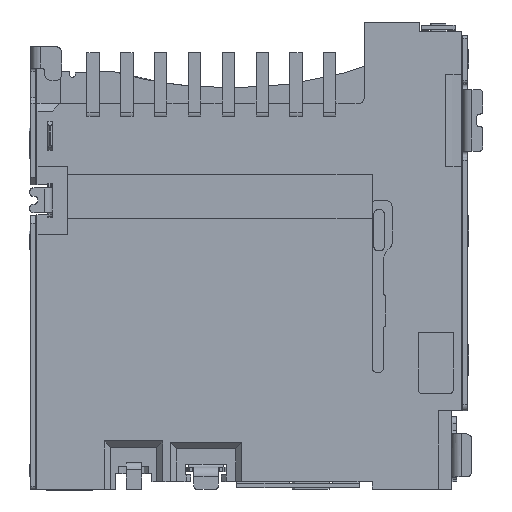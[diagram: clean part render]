
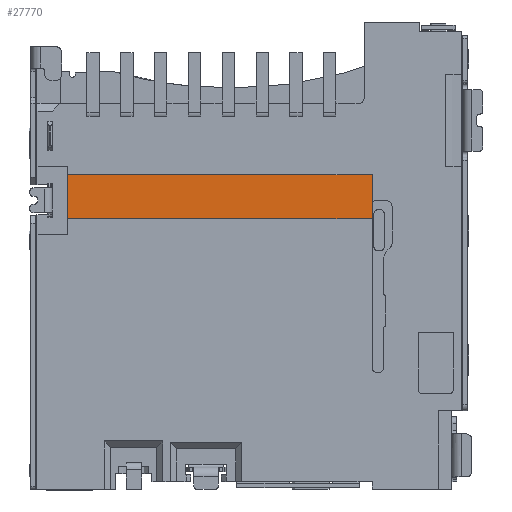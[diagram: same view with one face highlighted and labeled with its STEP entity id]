
A CAD part, front view. The second image highlights one B-rep face of the part: STEP entity #27770.
In plain terms, the highlighted planar face has unit normal (0, -1, 0).
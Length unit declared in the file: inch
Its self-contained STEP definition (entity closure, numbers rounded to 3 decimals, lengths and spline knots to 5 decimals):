
#482 = LINE ( 'NONE', #529, #16454 ) ;
#529 = CARTESIAN_POINT ( 'NONE',  ( 0.15748, -0.00079, -0.19587 ) ) ;
#2261 = DIRECTION ( 'NONE',  ( 0., -1., 0. ) ) ;
#2837 = CARTESIAN_POINT ( 'NONE',  ( -0.23228, -0.00079, -0.25197 ) ) ;
#4788 = VECTOR ( 'NONE', #24325, 39.37008 ) ;
#5317 = PLANE ( 'NONE',  #41230 ) ;
#5427 = EDGE_CURVE ( 'NONE', #9380, #9683, #14736, .T. ) ;
#5674 = EDGE_LOOP ( 'NONE', ( #11541, #31301, #18896, #21107 ) ) ;
#9380 = VERTEX_POINT ( 'NONE', #2837 ) ;
#9683 = VERTEX_POINT ( 'NONE', #10622 ) ;
#10622 = CARTESIAN_POINT ( 'NONE',  ( 0.15748, -0.00079, -0.25197 ) ) ;
#11201 = LINE ( 'NONE', #30894, #27198 ) ;
#11321 = EDGE_CURVE ( 'NONE', #9683, #32776, #11201, .T. ) ;
#11541 = ORIENTED_EDGE ( 'NONE', *, *, #5427, .T. ) ;
#11591 = CARTESIAN_POINT ( 'NONE',  ( 0.15748, -0.00079, -0.19587 ) ) ;
#13422 = DIRECTION ( 'NONE',  ( 1., 0., 0. ) ) ;
#14270 = LINE ( 'NONE', #21090, #4788 ) ;
#14736 = LINE ( 'NONE', #29310, #23231 ) ;
#15116 = EDGE_CURVE ( 'NONE', #32776, #20887, #482, .T. ) ;
#16454 = VECTOR ( 'NONE', #35426, 39.37008 ) ;
#18896 = ORIENTED_EDGE ( 'NONE', *, *, #15116, .T. ) ;
#20887 = VERTEX_POINT ( 'NONE', #30031 ) ;
#21090 = CARTESIAN_POINT ( 'NONE',  ( -0.23228, -0.00079, -0.18504 ) ) ;
#21107 = ORIENTED_EDGE ( 'NONE', *, *, #28848, .T. ) ;
#21309 = CARTESIAN_POINT ( 'NONE',  ( -0.23228, -0.00079, -0.25197 ) ) ;
#21799 = DIRECTION ( 'NONE',  ( 0., 0., 1. ) ) ;
#22417 = FACE_OUTER_BOUND ( 'NONE', #5674, .T. ) ;
#23231 = VECTOR ( 'NONE', #13422, 39.37008 ) ;
#24325 = DIRECTION ( 'NONE',  ( 0., 0., -1. ) ) ;
#24528 = DIRECTION ( 'NONE',  ( 0., 0., -1. ) ) ;
#27198 = VECTOR ( 'NONE', #21799, 39.37008 ) ;
#27770 = ADVANCED_FACE ( 'NONE', ( #22417 ), #5317, .T. ) ;
#28848 = EDGE_CURVE ( 'NONE', #20887, #9380, #14270, .T. ) ;
#29310 = CARTESIAN_POINT ( 'NONE',  ( -0.23228, -0.00079, -0.25197 ) ) ;
#30031 = CARTESIAN_POINT ( 'NONE',  ( -0.23228, -0.00079, -0.19587 ) ) ;
#30894 = CARTESIAN_POINT ( 'NONE',  ( 0.15748, -0.00079, -0.44291 ) ) ;
#31301 = ORIENTED_EDGE ( 'NONE', *, *, #11321, .T. ) ;
#32776 = VERTEX_POINT ( 'NONE', #11591 ) ;
#35426 = DIRECTION ( 'NONE',  ( -1., 0., 0. ) ) ;
#41230 = AXIS2_PLACEMENT_3D ( 'NONE', #21309, #2261, #24528 ) ;
